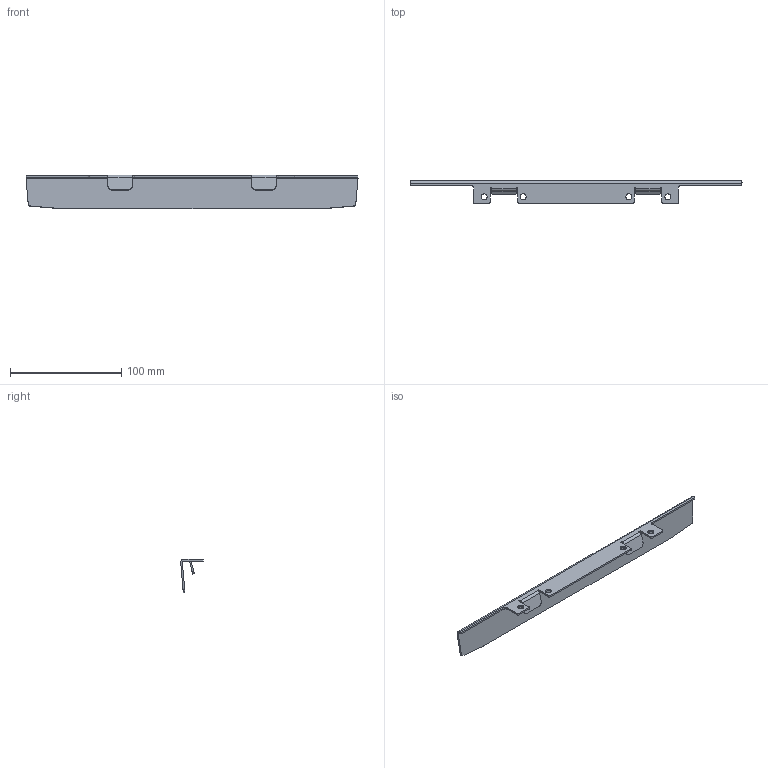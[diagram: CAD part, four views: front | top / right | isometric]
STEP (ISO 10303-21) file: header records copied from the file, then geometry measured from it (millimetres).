
FILE_DESCRIPTION (( 'STEP AP214' ), '1' );
FILE_NAME ('RCS_ARCA_2030.STEP', '2015-07-29T07:02:49', ( '' ), ( '' ), 'SwSTEP 2.0', 'SolidWorks 2014', '' );
FILE_SCHEMA (( 'AUTOMOTIVE_DESIGN' ));
Length unit declared in the file: millimetre
Products named in the file (1): RCS_ARCA_2030
Bounding box: 298 x 20.38 x 29.92 mm (x, y, z)
Volume: 18341.9 mm3; surface area: 25738.1 mm2
Topology: 1 solids, 1 shells, 78 faces, 204 edges, 128 vertices
Faces by surface type: plane 46, cylinder 32
Entity records: 2430 total; most frequent: DIRECTION 426, CARTESIAN_POINT 411, ORIENTED_EDGE 408, EDGE_CURVE 204, AXIS2_PLACEMENT_3D 143, LINE 140, VECTOR 140, VERTEX_POINT 128
